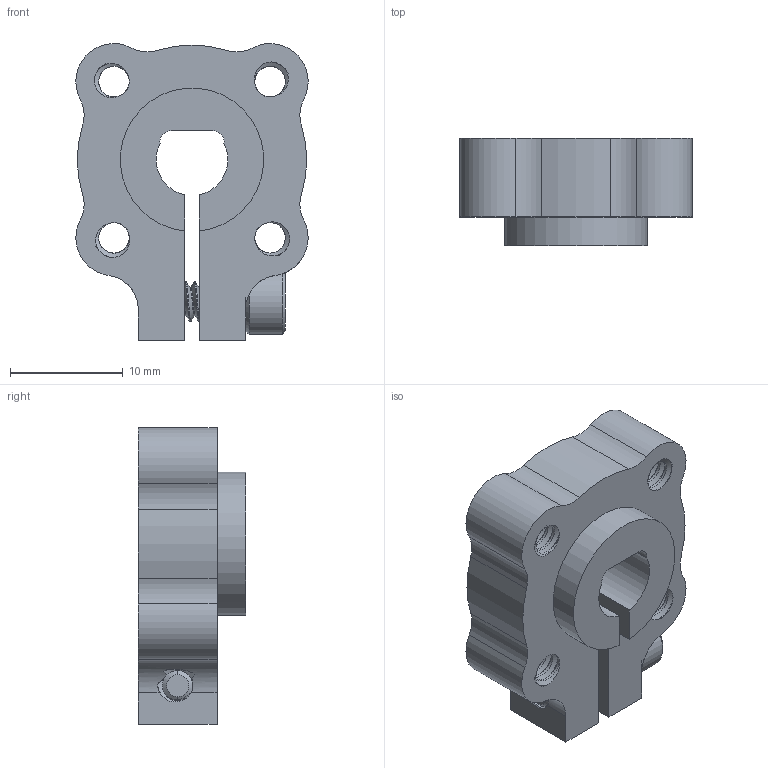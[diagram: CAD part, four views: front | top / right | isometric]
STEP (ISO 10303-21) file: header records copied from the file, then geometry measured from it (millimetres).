
FILE_DESCRIPTION (( 'STEP AP203' ), '1' );
FILE_NAME ('545619 assembly.STEP', '2016-10-04T13:48:42', ( '' ), ( '' ), 'SwSTEP 2.0', 'SolidWorks 2014', '' );
FILE_SCHEMA (( 'CONFIG_CONTROL_DESIGN' ));
Length unit declared in the file: inch
Products named in the file (3): 545619 assembly; 632110_90128A121; 545619
Assembly tree (2 placements, depth 2):
  545619 assembly
    545619
    632110_90128A121
Bounding box: 20.57 x 9.53 x 26.29 mm (x, y, z)
Volume: 2928.9 mm3; surface area: 2628.9 mm2
Topology: 2 solids, 2 shells, 302 faces, 875 edges, 578 vertices
Faces by surface type: cylinder 255, plane 20, bspline 14, cone 13
Entity records: 18746 total; most frequent: CARTESIAN_POINT 11865, ORIENTED_EDGE 1750, DIRECTION 1058, EDGE_CURVE 875, VERTEX_POINT 578, AXIS2_PLACEMENT_3D 386, EDGE_LOOP 315, ADVANCED_FACE 302
